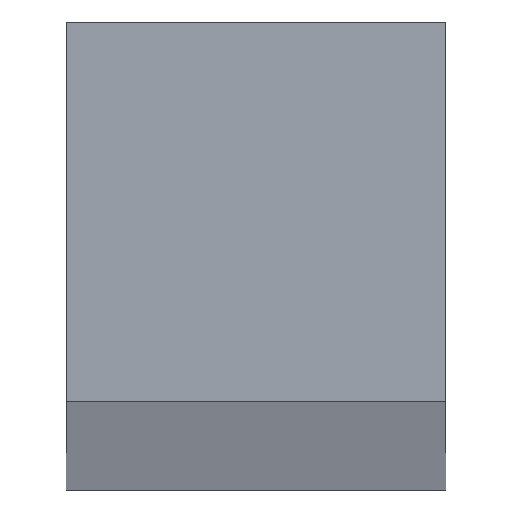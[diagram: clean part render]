
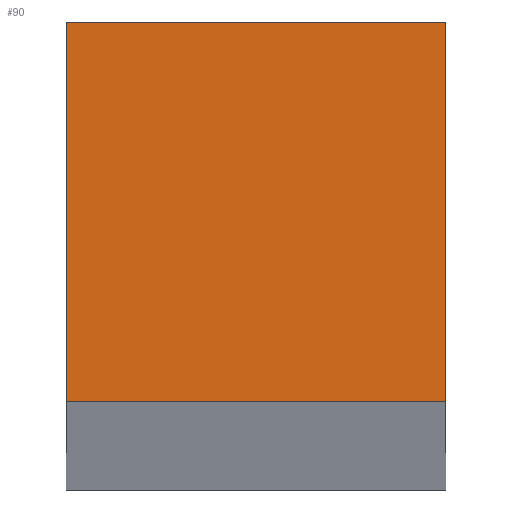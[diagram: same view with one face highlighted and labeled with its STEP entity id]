
A CAD part, top view. The second image highlights one B-rep face of the part: STEP entity #90.
In plain terms, the highlighted planar face has unit normal (0, 0, 1).
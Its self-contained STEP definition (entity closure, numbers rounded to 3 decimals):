
#7 = VECTOR ( 'NONE', #161, 1000. ) ;
#8 = VECTOR ( 'NONE', #165, 1000. ) ;
#15 = FACE_OUTER_BOUND ( 'NONE', #129, .T. ) ;
#21 = AXIS2_PLACEMENT_3D ( 'NONE', #187, #188, #189 ) ;
#29 = VECTOR ( 'NONE', #151, 1000. ) ;
#39 = VECTOR ( 'NONE', #142, 1000. ) ;
#60 = EDGE_CURVE ( 'NONE', #92, #95, #140, .T. ) ;
#73 = EDGE_CURVE ( 'NONE', #93, #97, #149, .T. ) ;
#78 = EDGE_CURVE ( 'NONE', #97, #92, #159, .T. ) ;
#81 = EDGE_CURVE ( 'NONE', #95, #93, #163, .T. ) ;
#90 = ADVANCED_FACE ( 'NONE', ( #15 ), #186, .T. ) ;
#92 = VERTEX_POINT ( 'NONE', #190 ) ;
#93 = VERTEX_POINT ( 'NONE', #191 ) ;
#95 = VERTEX_POINT ( 'NONE', #193 ) ;
#97 = VERTEX_POINT ( 'NONE', #195 ) ;
#100 = ORIENTED_EDGE ( 'NONE', *, *, #78, .T. ) ;
#106 = ORIENTED_EDGE ( 'NONE', *, *, #60, .T. ) ;
#117 = ORIENTED_EDGE ( 'NONE', *, *, #73, .T. ) ;
#123 = ORIENTED_EDGE ( 'NONE', *, *, #81, .T. ) ;
#129 = EDGE_LOOP ( 'NONE', ( #100, #106, #123, #117 ) ) ;
#140 = LINE ( 'NONE', #141, #39 ) ;
#141 = CARTESIAN_POINT ( 'NONE',  ( -7.5, -7.5, 1000. ) ) ;
#142 = DIRECTION ( 'NONE',  ( 1., 0., 0. ) ) ;
#149 = LINE ( 'NONE', #150, #29 ) ;
#150 = CARTESIAN_POINT ( 'NONE',  ( -7.5, 7.5, 1000. ) ) ;
#151 = DIRECTION ( 'NONE',  ( -1., 0., 0. ) ) ;
#159 = LINE ( 'NONE', #160, #7 ) ;
#160 = CARTESIAN_POINT ( 'NONE',  ( -7.5, 7.5, 1000. ) ) ;
#161 = DIRECTION ( 'NONE',  ( 0., -1., 0. ) ) ;
#163 = LINE ( 'NONE', #164, #8 ) ;
#164 = CARTESIAN_POINT ( 'NONE',  ( 7.5, 7.5, 1000. ) ) ;
#165 = DIRECTION ( 'NONE',  ( 0., 1., 0. ) ) ;
#186 = PLANE ( 'NONE',  #21 ) ;
#187 = CARTESIAN_POINT ( 'NONE',  ( 0., 0., 1000. ) ) ;
#188 = DIRECTION ( 'NONE',  ( 0., 0., 1. ) ) ;
#189 = DIRECTION ( 'NONE',  ( 1., 0., 0. ) ) ;
#190 = CARTESIAN_POINT ( 'NONE',  ( -7.5, -7.5, 1000. ) ) ;
#191 = CARTESIAN_POINT ( 'NONE',  ( 7.5, 7.5, 1000. ) ) ;
#193 = CARTESIAN_POINT ( 'NONE',  ( 7.5, -7.5, 1000. ) ) ;
#195 = CARTESIAN_POINT ( 'NONE',  ( -7.5, 7.5, 1000. ) ) ;
